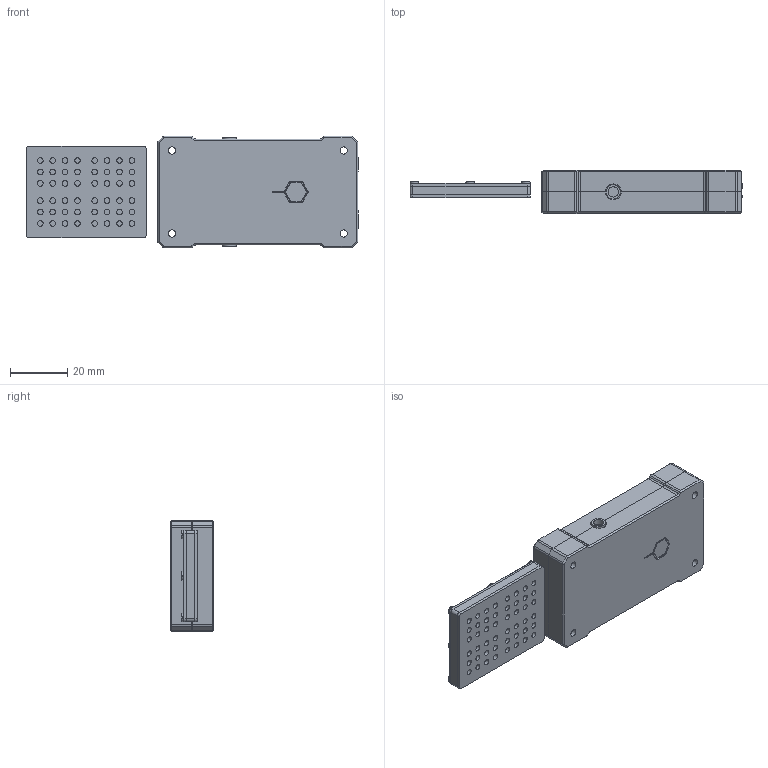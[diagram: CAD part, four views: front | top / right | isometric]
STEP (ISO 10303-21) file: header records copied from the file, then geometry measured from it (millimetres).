
FILE_DESCRIPTION(/* description */ (''),/* implementation_level */ '2;1');
FILE_NAME(/* name */ 'Fanatone Violet Microphone Case B v2.step',/* time_stamp */ '2016-02-18T03:43:26+01:00',/* author */ (''),/* organization */ (''),/* preprocessor_version */ 'ST-DEVELOPER v16.2',/* originating_system */ 'Autodesk Translation Framework v4.3.0.3010',/* authorisation */ '');
FILE_SCHEMA (('AUTOMOTIVE_DESIGN { 1 0 10303 214 3 1 1 }'));
Length unit declared in the file: centimetre
Products named in the file (9): Fanatone Violet Microphone Case B v2; PCB; Housing; FAT Capsule R v3; top clamp; base; back electrode; diaphragm; Component5
Assembly tree (9 placements, depth 3):
  Fanatone Violet Microphone Case B v2
    Housing  x2
    PCB
    FAT Capsule R v3
      top clamp
      base
      back electrode
      diaphragm
      Component5
Bounding box: 116 x 15 x 39 mm (x, y, z)
Volume: 30269.7 mm3; surface area: 31592 mm2
Topology: 84 solids, 84 shells, 1339 faces, 3259 edges, 2131 vertices
Faces by surface type: plane 837, cylinder 225, bspline 169, cone 108
Full cylindrical faces by diameter (mm): 1.9 x9, 2 x56, 2.5 x9, 2.9 x9, 3 x6, 3.6 x2, 4.826 x2, 5 x2
Entity records: 36038 total; most frequent: CARTESIAN_POINT 8836, ORIENTED_EDGE 5578, DIRECTION 5009, EDGE_CURVE 2789, LINE 1927, VECTOR 1927, VERTEX_POINT 1880, AXIS2_PLACEMENT_3D 1541
